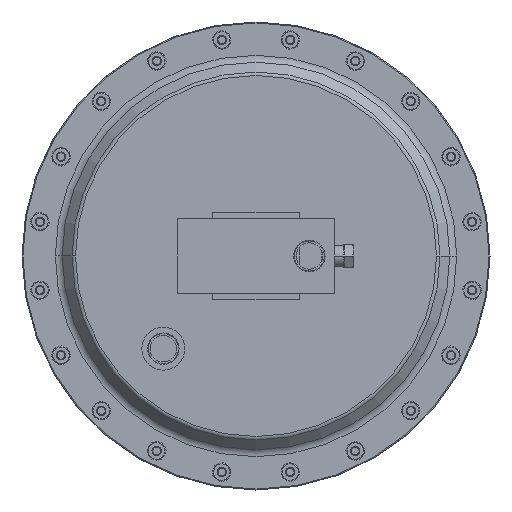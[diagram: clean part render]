
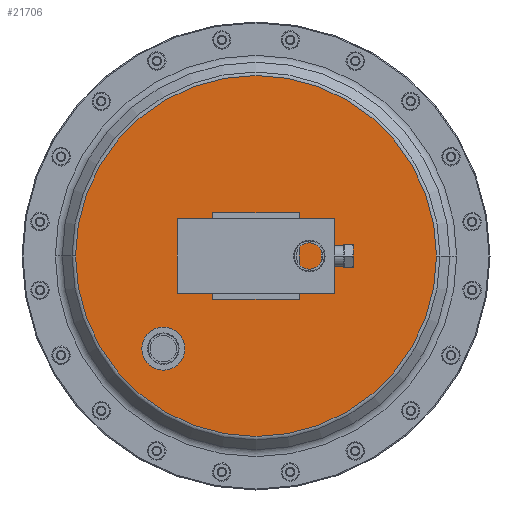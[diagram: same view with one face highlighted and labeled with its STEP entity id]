
A CAD part, left-side view. The second image highlights one B-rep face of the part: STEP entity #21706.
In plain terms, the highlighted planar face has unit normal (-1, 0, 0).
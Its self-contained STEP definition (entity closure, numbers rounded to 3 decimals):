
#352 = CARTESIAN_POINT ( 'NONE',  ( 32.029, 0., 0. ) ) ;
#425 = EDGE_CURVE ( 'NONE', #2660, #16340, #14891, .T. ) ;
#662 = DIRECTION ( 'NONE',  ( -1., 0., 0. ) ) ;
#750 = DIRECTION ( 'NONE',  ( 0., 1., 0. ) ) ;
#895 = DIRECTION ( 'NONE',  ( 1., 0., 0. ) ) ;
#949 = CARTESIAN_POINT ( 'NONE',  ( 32.029, 24.13, -19.812 ) ) ;
#1002 = EDGE_CURVE ( 'NONE', #20607, #7966, #10451, .T. ) ;
#1134 = CARTESIAN_POINT ( 'NONE',  ( 32.029, 4.318, 0. ) ) ;
#1189 = CARTESIAN_POINT ( 'NONE',  ( 32.029, -19.812, -19.812 ) ) ;
#1247 = VERTEX_POINT ( 'NONE', #24307 ) ;
#1813 = DIRECTION ( 'NONE',  ( 0., 1., 0. ) ) ;
#1941 = FACE_BOUND ( 'NONE', #10765, .T. ) ;
#2236 = AXIS2_PLACEMENT_3D ( 'NONE', #19476, #6837, #21156 ) ;
#2505 = CIRCLE ( 'NONE', #10543, 4.318 ) ;
#2530 = AXIS2_PLACEMENT_3D ( 'NONE', #2577, #11231, #15286 ) ;
#2577 = CARTESIAN_POINT ( 'NONE',  ( 32.029, 62.862, -62.862 ) ) ;
#2660 = VERTEX_POINT ( 'NONE', #24283 ) ;
#2998 = DIRECTION ( 'NONE',  ( 0., -1., 0. ) ) ;
#3274 = DIRECTION ( 'NONE',  ( -1., 0., 0. ) ) ;
#3340 = ORIENTED_EDGE ( 'NONE', *, *, #1002, .F. ) ;
#3755 = DIRECTION ( 'NONE',  ( 0., -1., 0. ) ) ;
#3766 = PLANE ( 'NONE',  #14867 ) ;
#3934 = DIRECTION ( 'NONE',  ( -1., 0., 0. ) ) ;
#3940 = ORIENTED_EDGE ( 'NONE', *, *, #23944, .F. ) ;
#4000 = EDGE_CURVE ( 'NONE', #12921, #25460, #23118, .T. ) ;
#4202 = AXIS2_PLACEMENT_3D ( 'NONE', #10428, #18575, #25586 ) ;
#4226 = CARTESIAN_POINT ( 'NONE',  ( 32.029, 15.494, -19.812 ) ) ;
#5238 = EDGE_LOOP ( 'NONE', ( #19328, #16134 ) ) ;
#5396 = EDGE_LOOP ( 'NONE', ( #11695, #6404 ) ) ;
#5498 = AXIS2_PLACEMENT_3D ( 'NONE', #1189, #18261, #27473 ) ;
#5564 = CIRCLE ( 'NONE', #11377, 4.318 ) ;
#5591 = FACE_OUTER_BOUND ( 'NONE', #21577, .T. ) ;
#5624 = ORIENTED_EDGE ( 'NONE', *, *, #6337, .F. ) ;
#5728 = FACE_BOUND ( 'NONE', #21998, .T. ) ;
#6246 = CIRCLE ( 'NONE', #2236, 4.318 ) ;
#6337 = EDGE_CURVE ( 'NONE', #14954, #1247, #26648, .T. ) ;
#6404 = ORIENTED_EDGE ( 'NONE', *, *, #11688, .F. ) ;
#6433 = AXIS2_PLACEMENT_3D ( 'NONE', #7608, #3274, #9722 ) ;
#6437 = EDGE_CURVE ( 'NONE', #25460, #12921, #23502, .T. ) ;
#6439 = EDGE_CURVE ( 'NONE', #17496, #25269, #11401, .T. ) ;
#6837 = DIRECTION ( 'NONE',  ( -1., 0., 0. ) ) ;
#7294 = CIRCLE ( 'NONE', #10435, 122.424 ) ;
#7351 = EDGE_CURVE ( 'NONE', #12210, #18855, #2505, .T. ) ;
#7608 = CARTESIAN_POINT ( 'NONE',  ( 32.029, 19.812, -19.812 ) ) ;
#7966 = VERTEX_POINT ( 'NONE', #8406 ) ;
#8406 = CARTESIAN_POINT ( 'NONE',  ( 32.029, -4.318, 0. ) ) ;
#8433 = DIRECTION ( 'NONE',  ( 0., 1., 0. ) ) ;
#8890 = DIRECTION ( 'NONE',  ( -1., 0., 0. ) ) ;
#9117 = AXIS2_PLACEMENT_3D ( 'NONE', #16303, #24599, #10003 ) ;
#9173 = DIRECTION ( 'NONE',  ( 0., -1., 0. ) ) ;
#9443 = CARTESIAN_POINT ( 'NONE',  ( 32.029, 19.812, 19.812 ) ) ;
#9681 = AXIS2_PLACEMENT_3D ( 'NONE', #352, #895, #2998 ) ;
#9716 = ORIENTED_EDGE ( 'NONE', *, *, #4000, .F. ) ;
#9722 = DIRECTION ( 'NONE',  ( 0., -1., 0. ) ) ;
#10003 = DIRECTION ( 'NONE',  ( 0., -1., 0. ) ) ;
#10428 = CARTESIAN_POINT ( 'NONE',  ( 32.029, 19.812, -19.812 ) ) ;
#10435 = AXIS2_PLACEMENT_3D ( 'NONE', #22817, #10458, #3755 ) ;
#10451 = CIRCLE ( 'NONE', #18526, 4.318 ) ;
#10458 = DIRECTION ( 'NONE',  ( 1., 0., 0. ) ) ;
#10543 = AXIS2_PLACEMENT_3D ( 'NONE', #9443, #662, #9173 ) ;
#10638 = VERTEX_POINT ( 'NONE', #4226 ) ;
#10765 = EDGE_LOOP ( 'NONE', ( #22452, #5624 ) ) ;
#11013 = AXIS2_PLACEMENT_3D ( 'NONE', #21460, #11350, #750 ) ;
#11231 = DIRECTION ( 'NONE',  ( -1., 0., 0. ) ) ;
#11350 = DIRECTION ( 'NONE',  ( -1., 0., 0. ) ) ;
#11377 = AXIS2_PLACEMENT_3D ( 'NONE', #18084, #11628, #11762 ) ;
#11401 = CIRCLE ( 'NONE', #9681, 122.424 ) ;
#11437 = CARTESIAN_POINT ( 'NONE',  ( 32.029, -122.424, 0. ) ) ;
#11628 = DIRECTION ( 'NONE',  ( -1., 0., 0. ) ) ;
#11688 = EDGE_CURVE ( 'NONE', #16340, #2660, #6246, .T. ) ;
#11695 = ORIENTED_EDGE ( 'NONE', *, *, #425, .F. ) ;
#11762 = DIRECTION ( 'NONE',  ( 0., 1., 0. ) ) ;
#12023 = FACE_BOUND ( 'NONE', #5396, .T. ) ;
#12153 = CARTESIAN_POINT ( 'NONE',  ( 32.029, 0., -122.424 ) ) ;
#12210 = VERTEX_POINT ( 'NONE', #26029 ) ;
#12921 = VERTEX_POINT ( 'NONE', #17522 ) ;
#13554 = CIRCLE ( 'NONE', #16232, 4.318 ) ;
#14867 = AXIS2_PLACEMENT_3D ( 'NONE', #12153, #18339, #1813 ) ;
#14891 = CIRCLE ( 'NONE', #5498, 4.318 ) ;
#14934 = CIRCLE ( 'NONE', #6433, 4.318 ) ;
#14954 = VERTEX_POINT ( 'NONE', #19243 ) ;
#15286 = DIRECTION ( 'NONE',  ( 0., 1., 0. ) ) ;
#16134 = ORIENTED_EDGE ( 'NONE', *, *, #7351, .F. ) ;
#16221 = FACE_BOUND ( 'NONE', #5238, .T. ) ;
#16232 = AXIS2_PLACEMENT_3D ( 'NONE', #16929, #3934, #18770 ) ;
#16303 = CARTESIAN_POINT ( 'NONE',  ( 32.029, 19.812, 19.812 ) ) ;
#16340 = VERTEX_POINT ( 'NONE', #22902 ) ;
#16422 = EDGE_LOOP ( 'NONE', ( #19590, #9716 ) ) ;
#16447 = EDGE_CURVE ( 'NONE', #18855, #12210, #21650, .T. ) ;
#16929 = CARTESIAN_POINT ( 'NONE',  ( 32.029, -19.812, 19.812 ) ) ;
#17438 = DIRECTION ( 'NONE',  ( 0., 1., 0. ) ) ;
#17496 = VERTEX_POINT ( 'NONE', #27277 ) ;
#17522 = CARTESIAN_POINT ( 'NONE',  ( 32.029, 51.87, -62.862 ) ) ;
#18084 = CARTESIAN_POINT ( 'NONE',  ( 32.029, 0., 0. ) ) ;
#18261 = DIRECTION ( 'NONE',  ( -1., 0., 0. ) ) ;
#18339 = DIRECTION ( 'NONE',  ( -1., 0., 0. ) ) ;
#18463 = EDGE_LOOP ( 'NONE', ( #3340, #25689 ) ) ;
#18526 = AXIS2_PLACEMENT_3D ( 'NONE', #24051, #8890, #17438 ) ;
#18575 = DIRECTION ( 'NONE',  ( -1., 0., 0. ) ) ;
#18617 = FACE_BOUND ( 'NONE', #16422, .T. ) ;
#18770 = DIRECTION ( 'NONE',  ( 0., 1., 0. ) ) ;
#18855 = VERTEX_POINT ( 'NONE', #25417 ) ;
#18984 = CARTESIAN_POINT ( 'NONE',  ( 32.029, 73.854, -62.862 ) ) ;
#19088 = EDGE_CURVE ( 'NONE', #7966, #20607, #5564, .T. ) ;
#19243 = CARTESIAN_POINT ( 'NONE',  ( 32.029, -24.13, 19.812 ) ) ;
#19328 = ORIENTED_EDGE ( 'NONE', *, *, #16447, .F. ) ;
#19434 = VERTEX_POINT ( 'NONE', #949 ) ;
#19476 = CARTESIAN_POINT ( 'NONE',  ( 32.029, -19.812, -19.812 ) ) ;
#19590 = ORIENTED_EDGE ( 'NONE', *, *, #6437, .F. ) ;
#19770 = ORIENTED_EDGE ( 'NONE', *, *, #25476, .F. ) ;
#20607 = VERTEX_POINT ( 'NONE', #1134 ) ;
#20862 = FACE_BOUND ( 'NONE', #18463, .T. ) ;
#21060 = DIRECTION ( 'NONE',  ( -1., 0., 0. ) ) ;
#21156 = DIRECTION ( 'NONE',  ( 0., 1., 0. ) ) ;
#21460 = CARTESIAN_POINT ( 'NONE',  ( 32.029, 62.862, -62.862 ) ) ;
#21577 = EDGE_LOOP ( 'NONE', ( #3940, #24785 ) ) ;
#21650 = CIRCLE ( 'NONE', #9117, 4.318 ) ;
#21706 = ADVANCED_FACE ( 'NONE', ( #20862, #16221, #5728, #1941, #12023, #18617, #5591 ), #3766, .T. ) ;
#21998 = EDGE_LOOP ( 'NONE', ( #22921, #19770 ) ) ;
#22452 = ORIENTED_EDGE ( 'NONE', *, *, #23508, .F. ) ;
#22817 = CARTESIAN_POINT ( 'NONE',  ( 32.029, 0., 0. ) ) ;
#22902 = CARTESIAN_POINT ( 'NONE',  ( 32.029, -24.13, -19.812 ) ) ;
#22921 = ORIENTED_EDGE ( 'NONE', *, *, #24539, .F. ) ;
#22994 = CIRCLE ( 'NONE', #4202, 4.318 ) ;
#23118 = CIRCLE ( 'NONE', #11013, 10.992 ) ;
#23502 = CIRCLE ( 'NONE', #2530, 10.992 ) ;
#23508 = EDGE_CURVE ( 'NONE', #1247, #14954, #13554, .T. ) ;
#23944 = EDGE_CURVE ( 'NONE', #25269, #17496, #7294, .T. ) ;
#24051 = CARTESIAN_POINT ( 'NONE',  ( 32.029, 0., 0. ) ) ;
#24283 = CARTESIAN_POINT ( 'NONE',  ( 32.029, -15.494, -19.812 ) ) ;
#24307 = CARTESIAN_POINT ( 'NONE',  ( 32.029, -15.494, 19.812 ) ) ;
#24539 = EDGE_CURVE ( 'NONE', #10638, #19434, #14934, .T. ) ;
#24599 = DIRECTION ( 'NONE',  ( -1., 0., 0. ) ) ;
#24785 = ORIENTED_EDGE ( 'NONE', *, *, #6439, .F. ) ;
#24853 = AXIS2_PLACEMENT_3D ( 'NONE', #27537, #21060, #8433 ) ;
#25269 = VERTEX_POINT ( 'NONE', #11437 ) ;
#25417 = CARTESIAN_POINT ( 'NONE',  ( 32.029, 15.494, 19.812 ) ) ;
#25460 = VERTEX_POINT ( 'NONE', #18984 ) ;
#25476 = EDGE_CURVE ( 'NONE', #19434, #10638, #22994, .T. ) ;
#25586 = DIRECTION ( 'NONE',  ( 0., -1., 0. ) ) ;
#25689 = ORIENTED_EDGE ( 'NONE', *, *, #19088, .F. ) ;
#26029 = CARTESIAN_POINT ( 'NONE',  ( 32.029, 24.13, 19.812 ) ) ;
#26648 = CIRCLE ( 'NONE', #24853, 4.318 ) ;
#27277 = CARTESIAN_POINT ( 'NONE',  ( 32.029, 122.424, 0. ) ) ;
#27473 = DIRECTION ( 'NONE',  ( 0., 1., 0. ) ) ;
#27537 = CARTESIAN_POINT ( 'NONE',  ( 32.029, -19.812, 19.812 ) ) ;
